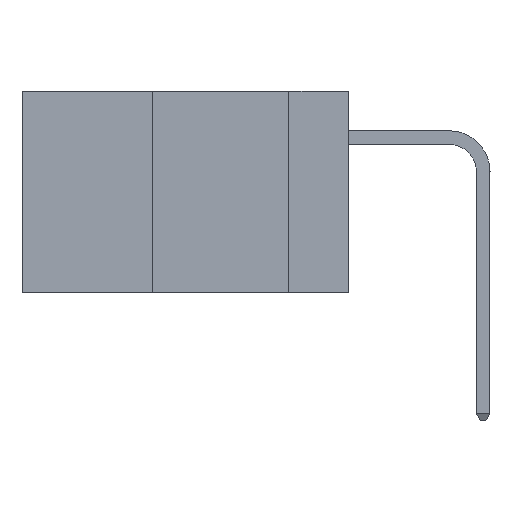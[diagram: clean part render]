
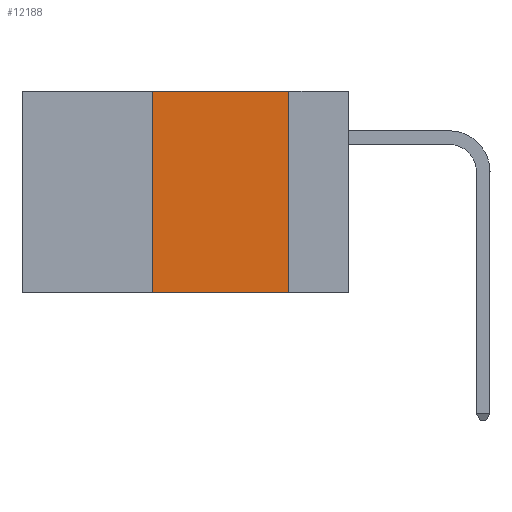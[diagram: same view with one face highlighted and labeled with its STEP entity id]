
A CAD part, left-side view. The second image highlights one B-rep face of the part: STEP entity #12188.
In plain terms, the highlighted planar face has unit normal (-1, 0, 0).
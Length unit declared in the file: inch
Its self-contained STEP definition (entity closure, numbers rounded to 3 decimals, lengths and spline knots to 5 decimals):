
#1793 = DIRECTION ( 'NONE',  ( 0., -1., 0. ) ) ;
#2793 = VECTOR ( 'NONE', #7669, 39.37008 ) ;
#3209 = CARTESIAN_POINT ( 'NONE',  ( 0., 0.6, -0.37 ) ) ;
#3822 = VERTEX_POINT ( 'NONE', #24021 ) ;
#5893 = EDGE_LOOP ( 'NONE', ( #8717, #32097, #13753, #27659 ) ) ;
#5976 = DIRECTION ( 'NONE',  ( 0., -1., 0. ) ) ;
#7313 = DIRECTION ( 'NONE',  ( 0., 0., 1. ) ) ;
#7319 = CARTESIAN_POINT ( 'NONE',  ( 0., 0.36, -0.37 ) ) ;
#7669 = DIRECTION ( 'NONE',  ( 0., 0., -1. ) ) ;
#8717 = ORIENTED_EDGE ( 'NONE', *, *, #29650, .F. ) ;
#8960 = VERTEX_POINT ( 'NONE', #14460 ) ;
#10056 = LINE ( 'NONE', #12918, #2793 ) ;
#11173 = LINE ( 'NONE', #30847, #18217 ) ;
#12188 = ADVANCED_FACE ( 'NONE', ( #29562 ), #17820, .F. ) ;
#12918 = CARTESIAN_POINT ( 'NONE',  ( 0., 0.11, 0. ) ) ;
#13084 = EDGE_CURVE ( 'NONE', #23757, #8960, #20953, .T. ) ;
#13393 = VECTOR ( 'NONE', #7313, 39.37008 ) ;
#13753 = ORIENTED_EDGE ( 'NONE', *, *, #18538, .F. ) ;
#14460 = CARTESIAN_POINT ( 'NONE',  ( 0., 0.11, -0.37 ) ) ;
#15149 = CARTESIAN_POINT ( 'NONE',  ( 0., 0.6, 0. ) ) ;
#15234 = CARTESIAN_POINT ( 'NONE',  ( 0., 0.36, 0. ) ) ;
#17820 = PLANE ( 'NONE',  #27720 ) ;
#18217 = VECTOR ( 'NONE', #1793, 39.37008 ) ;
#18538 = EDGE_CURVE ( 'NONE', #23757, #19495, #28122, .T. ) ;
#19098 = CARTESIAN_POINT ( 'NONE',  ( 0., 0.36, 0. ) ) ;
#19495 = VERTEX_POINT ( 'NONE', #19098 ) ;
#20457 = DIRECTION ( 'NONE',  ( 0., 0., -1. ) ) ;
#20953 = LINE ( 'NONE', #3209, #33920 ) ;
#23741 = EDGE_CURVE ( 'NONE', #19495, #3822, #11173, .T. ) ;
#23757 = VERTEX_POINT ( 'NONE', #7319 ) ;
#24021 = CARTESIAN_POINT ( 'NONE',  ( 0., 0.11, 0. ) ) ;
#27659 = ORIENTED_EDGE ( 'NONE', *, *, #13084, .T. ) ;
#27720 = AXIS2_PLACEMENT_3D ( 'NONE', #15149, #28182, #20457 ) ;
#28122 = LINE ( 'NONE', #15234, #13393 ) ;
#28182 = DIRECTION ( 'NONE',  ( 1., 0., 0. ) ) ;
#29562 = FACE_OUTER_BOUND ( 'NONE', #5893, .T. ) ;
#29650 = EDGE_CURVE ( 'NONE', #3822, #8960, #10056, .T. ) ;
#30847 = CARTESIAN_POINT ( 'NONE',  ( 0., 0.6, 0. ) ) ;
#32097 = ORIENTED_EDGE ( 'NONE', *, *, #23741, .F. ) ;
#33920 = VECTOR ( 'NONE', #5976, 39.37008 ) ;
